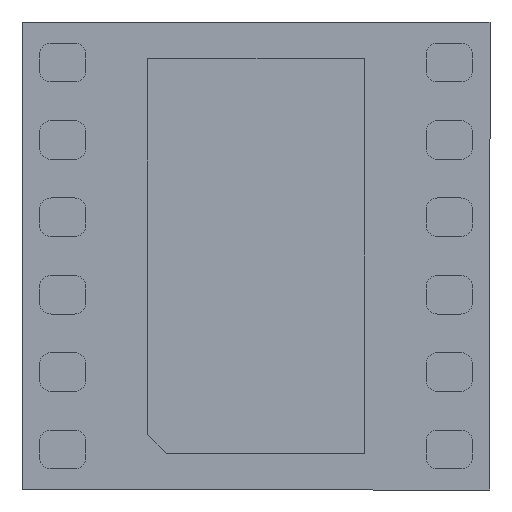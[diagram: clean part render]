
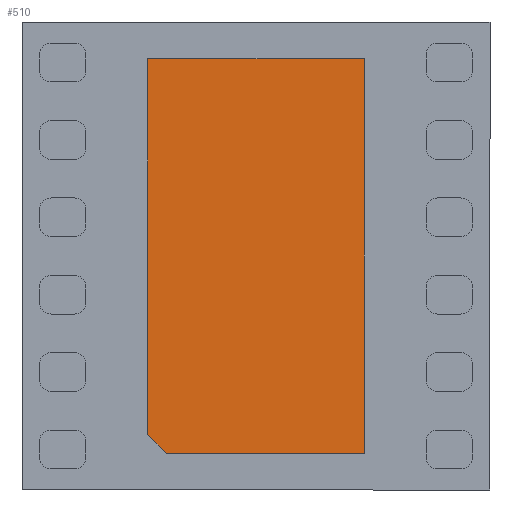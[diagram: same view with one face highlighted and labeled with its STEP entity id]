
A CAD part, front view. The second image highlights one B-rep face of the part: STEP entity #510.
In plain terms, the highlighted planar face has unit normal (0, -1, 0).
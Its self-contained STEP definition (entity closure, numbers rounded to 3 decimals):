
#48 = CARTESIAN_POINT ( 'NONE',  ( 0., 0., 0. ) ) ;
#96 = LINE ( 'NONE', #421, #2687 ) ;
#138 = VECTOR ( 'NONE', #5301, 1000. ) ;
#189 = VERTEX_POINT ( 'NONE', #1993 ) ;
#359 = CARTESIAN_POINT ( 'NONE',  ( -0.7, 0., -1.155 ) ) ;
#421 = CARTESIAN_POINT ( 'NONE',  ( 0.7, 0., 1.275 ) ) ;
#510 = ADVANCED_FACE ( 'NONE', ( #7191 ), #6606, .T. ) ;
#520 = ORIENTED_EDGE ( 'NONE', *, *, #4569, .T. ) ;
#627 = DIRECTION ( 'NONE',  ( 0., -1., 0. ) ) ;
#701 = CARTESIAN_POINT ( 'NONE',  ( -0.927, 0., -0.928 ) ) ;
#875 = DIRECTION ( 'NONE',  ( 0., 0., -1. ) ) ;
#946 = LINE ( 'NONE', #701, #3441 ) ;
#1049 = DIRECTION ( 'NONE',  ( -1., 0., 0. ) ) ;
#1062 = AXIS2_PLACEMENT_3D ( 'NONE', #48, #627, #1236 ) ;
#1236 = DIRECTION ( 'NONE',  ( 0., 0., -1. ) ) ;
#1312 = DIRECTION ( 'NONE',  ( 0.707, 0., -0.707 ) ) ;
#1572 = DIRECTION ( 'NONE',  ( 1., 0., 0. ) ) ;
#1760 = ORIENTED_EDGE ( 'NONE', *, *, #6086, .T. ) ;
#1843 = ORIENTED_EDGE ( 'NONE', *, *, #6424, .T. ) ;
#1857 = ORIENTED_EDGE ( 'NONE', *, *, #3381, .T. ) ;
#1993 = CARTESIAN_POINT ( 'NONE',  ( -0.7, 0., 1.275 ) ) ;
#2687 = VECTOR ( 'NONE', #1049, 1000. ) ;
#2873 = EDGE_LOOP ( 'NONE', ( #1857, #520, #1760, #1843, #4467 ) ) ;
#3231 = CARTESIAN_POINT ( 'NONE',  ( -0.7, 0., 1.275 ) ) ;
#3381 = EDGE_CURVE ( 'NONE', #189, #6750, #7360, .T. ) ;
#3441 = VECTOR ( 'NONE', #1312, 1000. ) ;
#3758 = EDGE_CURVE ( 'NONE', #7291, #189, #96, .T. ) ;
#4399 = CARTESIAN_POINT ( 'NONE',  ( -0.58, 0., -1.275 ) ) ;
#4467 = ORIENTED_EDGE ( 'NONE', *, *, #3758, .T. ) ;
#4569 = EDGE_CURVE ( 'NONE', #6750, #6115, #946, .T. ) ;
#4766 = VECTOR ( 'NONE', #1572, 1000. ) ;
#5301 = DIRECTION ( 'NONE',  ( 0., 0., 1. ) ) ;
#5471 = LINE ( 'NONE', #5671, #138 ) ;
#5671 = CARTESIAN_POINT ( 'NONE',  ( 0.7, 0., 1.275 ) ) ;
#5916 = CARTESIAN_POINT ( 'NONE',  ( 0.7, 0., 1.275 ) ) ;
#6086 = EDGE_CURVE ( 'NONE', #6115, #7729, #7487, .T. ) ;
#6115 = VERTEX_POINT ( 'NONE', #4399 ) ;
#6219 = CARTESIAN_POINT ( 'NONE',  ( 0.7, 0., -1.275 ) ) ;
#6424 = EDGE_CURVE ( 'NONE', #7729, #7291, #5471, .T. ) ;
#6606 = PLANE ( 'NONE',  #1062 ) ;
#6750 = VERTEX_POINT ( 'NONE', #359 ) ;
#6793 = CARTESIAN_POINT ( 'NONE',  ( 0.7, 0., -1.275 ) ) ;
#7191 = FACE_OUTER_BOUND ( 'NONE', #2873, .T. ) ;
#7291 = VERTEX_POINT ( 'NONE', #5916 ) ;
#7360 = LINE ( 'NONE', #3231, #7627 ) ;
#7487 = LINE ( 'NONE', #6219, #4766 ) ;
#7627 = VECTOR ( 'NONE', #875, 1000. ) ;
#7729 = VERTEX_POINT ( 'NONE', #6793 ) ;
